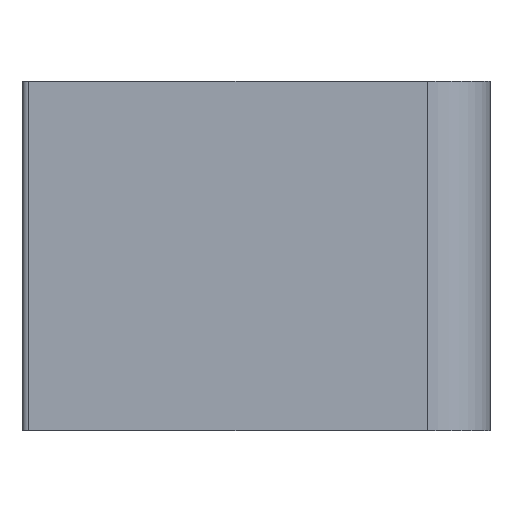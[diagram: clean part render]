
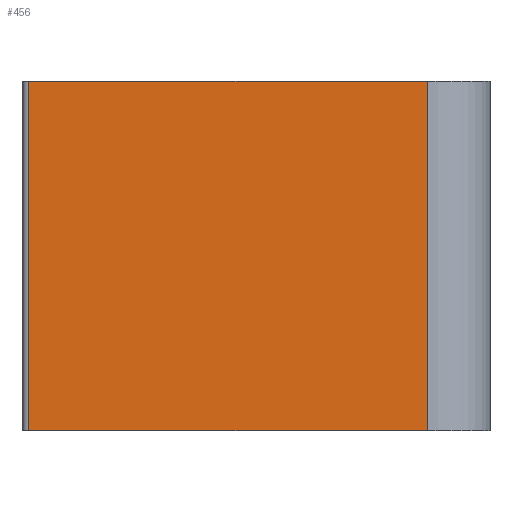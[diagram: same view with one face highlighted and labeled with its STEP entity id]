
A CAD part, left-side view. The second image highlights one B-rep face of the part: STEP entity #456.
In plain terms, the highlighted planar face has unit normal (-1, 0, 0).
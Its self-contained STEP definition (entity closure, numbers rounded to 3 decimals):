
#24=PLANE('',#505);
#41=FACE_OUTER_BOUND('',#66,.T.);
#66=EDGE_LOOP('',(#356,#357,#358,#359));
#107=LINE('',#728,#153);
#110=LINE('',#740,#156);
#111=LINE('',#743,#157);
#112=LINE('',#744,#158);
#153=VECTOR('',#583,10.);
#156=VECTOR('',#596,10.);
#157=VECTOR('',#599,10.);
#158=VECTOR('',#600,10.);
#221=VERTEX_POINT('',#725);
#222=VERTEX_POINT('',#727);
#226=VERTEX_POINT('',#738);
#227=VERTEX_POINT('',#742);
#271=EDGE_CURVE('',#222,#221,#107,.T.);
#278=EDGE_CURVE('',#222,#226,#110,.T.);
#279=EDGE_CURVE('',#227,#221,#111,.T.);
#280=EDGE_CURVE('',#226,#227,#112,.T.);
#356=ORIENTED_EDGE('',*,*,#278,.F.);
#357=ORIENTED_EDGE('',*,*,#271,.T.);
#358=ORIENTED_EDGE('',*,*,#279,.F.);
#359=ORIENTED_EDGE('',*,*,#280,.F.);
#456=ADVANCED_FACE('',(#41),#24,.T.);
#505=AXIS2_PLACEMENT_3D('',#741,#597,#598);
#583=DIRECTION('',(0.,-1.,0.));
#596=DIRECTION('',(0.,0.,1.));
#597=DIRECTION('center_axis',(-1.,0.,0.));
#598=DIRECTION('ref_axis',(0.,-1.,0.));
#599=DIRECTION('',(0.,0.,-1.));
#600=DIRECTION('',(0.,-1.,0.));
#725=CARTESIAN_POINT('',(15.846,11.5,10.));
#727=CARTESIAN_POINT('',(15.846,72.,10.));
#728=CARTESIAN_POINT('',(15.846,3.,10.));
#738=CARTESIAN_POINT('',(15.846,72.,63.));
#740=CARTESIAN_POINT('',(15.846,72.,10.));
#741=CARTESIAN_POINT('Origin',(15.846,73.,10.));
#742=CARTESIAN_POINT('',(15.846,11.5,63.));
#743=CARTESIAN_POINT('',(15.846,11.5,10.));
#744=CARTESIAN_POINT('',(15.846,3.,63.));
